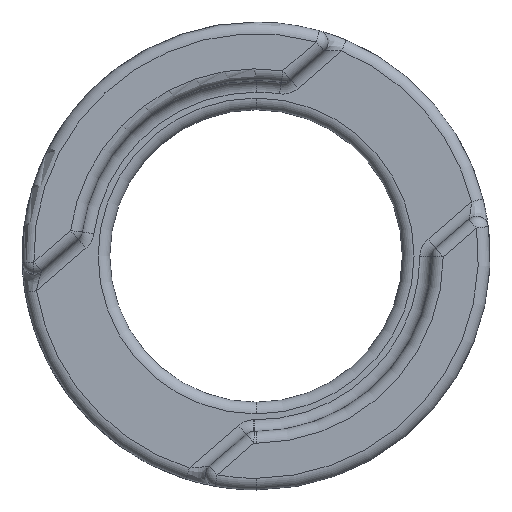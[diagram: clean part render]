
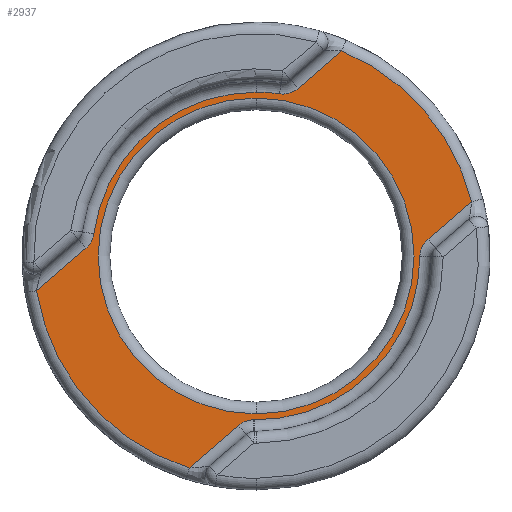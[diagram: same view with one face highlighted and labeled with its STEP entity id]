
A CAD part, front view. The second image highlights one B-rep face of the part: STEP entity #2937.
In plain terms, the highlighted planar face has unit normal (0, -1, 0).
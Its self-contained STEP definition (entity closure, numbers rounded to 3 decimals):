
#44 = CARTESIAN_POINT ( 'NONE',  ( 0., 0., 0. ) ) ;
#81 = CARTESIAN_POINT ( 'NONE',  ( 14.694, 0., 1.443 ) ) ;
#202 = CARTESIAN_POINT ( 'NONE',  ( 0., 0., -13.5 ) ) ;
#276 = CARTESIAN_POINT ( 'NONE',  ( 2.29, 0., 15.835 ) ) ;
#677 = VERTEX_POINT ( 'NONE', #4208 ) ;
#678 = ORIENTED_EDGE ( 'NONE', *, *, #5579, .F. ) ;
#681 = CARTESIAN_POINT ( 'NONE',  ( 16., 0., -0.072 ) ) ;
#727 = VERTEX_POINT ( 'NONE', #2590 ) ;
#779 = CARTESIAN_POINT ( 'NONE',  ( 3.244, 0., 14.017 ) ) ;
#818 = AXIS2_PLACEMENT_3D ( 'NONE', #7967, #6377, #5086 ) ;
#878 = ORIENTED_EDGE ( 'NONE', *, *, #3948, .T. ) ;
#882 = ORIENTED_EDGE ( 'NONE', *, *, #5246, .F. ) ;
#910 = EDGE_CURVE ( 'NONE', #2967, #1028, #6312, .T. ) ;
#979 = CARTESIAN_POINT ( 'NONE',  ( 7.323, 0., 17.532 ) ) ;
#1023 = VERTEX_POINT ( 'NONE', #7133 ) ;
#1028 = VERTEX_POINT ( 'NONE', #5931 ) ;
#1399 = DIRECTION ( 'NONE',  ( 0., -1., 0. ) ) ;
#1455 = EDGE_CURVE ( 'NONE', #6298, #1028, #4197, .T. ) ;
#1491 = DIRECTION ( 'NONE',  ( 0., -1., 0. ) ) ;
#1512 = EDGE_CURVE ( 'NONE', #1023, #2949, #7066, .T. ) ;
#1514 = CARTESIAN_POINT ( 'NONE',  ( -0.182, 0., -15.999 ) ) ;
#1675 = DIRECTION ( 'NONE',  ( 0., 0., 1. ) ) ;
#1742 = AXIS2_PLACEMENT_3D ( 'NONE', #44, #6510, #6017 ) ;
#1901 = VECTOR ( 'NONE', #5540, 1000. ) ;
#1993 = DIRECTION ( 'NONE',  ( 0., -1., 0. ) ) ;
#2049 = DIRECTION ( 'NONE',  ( 0., 0., 1. ) ) ;
#2160 = DIRECTION ( 'NONE',  ( 0., 0., 1. ) ) ;
#2176 = VERTEX_POINT ( 'NONE', #6211 ) ;
#2192 = AXIS2_PLACEMENT_3D ( 'NONE', #3140, #2327, #1675 ) ;
#2327 = DIRECTION ( 'NONE',  ( 0., -1., 0. ) ) ;
#2409 = CARTESIAN_POINT ( 'NONE',  ( -1.196, 0., -14.233 ) ) ;
#2448 = CARTESIAN_POINT ( 'NONE',  ( 2.004, 0., 13.856 ) ) ;
#2508 = CIRCLE ( 'NONE', #2192, 19. ) ;
#2548 = CIRCLE ( 'NONE', #5339, 14. ) ;
#2561 = CARTESIAN_POINT ( 'NONE',  ( -0.16, 0., -13.999 ) ) ;
#2590 = CARTESIAN_POINT ( 'NONE',  ( -13.869, 0., 1.908 ) ) ;
#2609 = AXIS2_PLACEMENT_3D ( 'NONE', #276, #1491, #6241 ) ;
#2651 = CARTESIAN_POINT ( 'NONE',  ( 18.421, 0., 4.655 ) ) ;
#2871 = CIRCLE ( 'NONE', #7328, 19. ) ;
#2905 = EDGE_CURVE ( 'NONE', #6223, #5369, #4788, .T. ) ;
#2925 = AXIS2_PLACEMENT_3D ( 'NONE', #8576, #3236, #4712 ) ;
#2937 = ADVANCED_FACE ( 'NONE', ( #4762, #7667 ), #3686, .F. ) ;
#2949 = VERTEX_POINT ( 'NONE', #5879 ) ;
#2967 = VERTEX_POINT ( 'NONE', #2561 ) ;
#3075 = DIRECTION ( 'NONE',  ( 0.757, 0., 0.653 ) ) ;
#3140 = CARTESIAN_POINT ( 'NONE',  ( 0., 0., 0. ) ) ;
#3236 = DIRECTION ( 'NONE',  ( 0., -1., 0. ) ) ;
#3563 = EDGE_LOOP ( 'NONE', ( #3679, #7023 ) ) ;
#3659 = VERTEX_POINT ( 'NONE', #6580 ) ;
#3679 = ORIENTED_EDGE ( 'NONE', *, *, #6668, .T. ) ;
#3686 = PLANE ( 'NONE',  #5240 ) ;
#3740 = EDGE_LOOP ( 'NONE', ( #882, #5837, #6326, #6386, #6925, #4921, #678, #8081, #4972, #5689, #878, #6881, #6895, #6426 ) ) ;
#3745 = DIRECTION ( 'NONE',  ( 0., 0., 1. ) ) ;
#3749 = CARTESIAN_POINT ( 'NONE',  ( 0., 0., 13.5 ) ) ;
#3876 = LINE ( 'NONE', #779, #6789 ) ;
#3906 = AXIS2_PLACEMENT_3D ( 'NONE', #5408, #8682, #8744 ) ;
#3948 = EDGE_CURVE ( 'NONE', #7997, #6889, #7980, .T. ) ;
#4189 = DIRECTION ( 'NONE',  ( -0.757, 0., -0.653 ) ) ;
#4197 = CIRCLE ( 'NONE', #6731, 2. ) ;
#4208 = CARTESIAN_POINT ( 'NONE',  ( 0., 0., 14. ) ) ;
#4346 = EDGE_CURVE ( 'NONE', #677, #727, #8023, .T. ) ;
#4386 = DIRECTION ( 'NONE',  ( 0., 1., 0. ) ) ;
#4537 = DIRECTION ( 'NONE',  ( 0., -1., 0. ) ) ;
#4552 = CARTESIAN_POINT ( 'NONE',  ( 0., 0., 0. ) ) ;
#4712 = DIRECTION ( 'NONE',  ( 0., 0., 1. ) ) ;
#4762 = FACE_BOUND ( 'NONE', #3563, .T. ) ;
#4788 = CIRCLE ( 'NONE', #6513, 13.5 ) ;
#4921 = ORIENTED_EDGE ( 'NONE', *, *, #7782, .T. ) ;
#4972 = ORIENTED_EDGE ( 'NONE', *, *, #4346, .T. ) ;
#4979 = EDGE_CURVE ( 'NONE', #6298, #7177, #5255, .T. ) ;
#5026 = DIRECTION ( 'NONE',  ( 0., 0., 1. ) ) ;
#5042 = EDGE_CURVE ( 'NONE', #6889, #2176, #2508, .T. ) ;
#5083 = CARTESIAN_POINT ( 'NONE',  ( 0., 0., 0. ) ) ;
#5086 = DIRECTION ( 'NONE',  ( 0., 0., 1. ) ) ;
#5113 = EDGE_CURVE ( 'NONE', #5429, #677, #2548, .T. ) ;
#5240 = AXIS2_PLACEMENT_3D ( 'NONE', #4552, #4386, #5026 ) ;
#5246 = EDGE_CURVE ( 'NONE', #2967, #1023, #8431, .T. ) ;
#5255 = LINE ( 'NONE', #7267, #8570 ) ;
#5339 = AXIS2_PLACEMENT_3D ( 'NONE', #8469, #7083, #8411 ) ;
#5369 = VERTEX_POINT ( 'NONE', #3749 ) ;
#5408 = CARTESIAN_POINT ( 'NONE',  ( 0., 0., 0. ) ) ;
#5429 = VERTEX_POINT ( 'NONE', #2448 ) ;
#5540 = DIRECTION ( 'NONE',  ( -0.757, 0., -0.653 ) ) ;
#5579 = EDGE_CURVE ( 'NONE', #5429, #3659, #8488, .T. ) ;
#5689 = ORIENTED_EDGE ( 'NONE', *, *, #6048, .F. ) ;
#5754 = DIRECTION ( 'NONE',  ( 0., 1., 0. ) ) ;
#5798 = CARTESIAN_POINT ( 'NONE',  ( -15.851, 0., 2.181 ) ) ;
#5832 = CIRCLE ( 'NONE', #1742, 13.5 ) ;
#5837 = ORIENTED_EDGE ( 'NONE', *, *, #910, .T. ) ;
#5858 = CIRCLE ( 'NONE', #7626, 2. ) ;
#5879 = CARTESIAN_POINT ( 'NONE',  ( -1.488, 0., -14.484 ) ) ;
#5931 = CARTESIAN_POINT ( 'NONE',  ( 14., 0., -0.063 ) ) ;
#6017 = DIRECTION ( 'NONE',  ( 0., 0., 1. ) ) ;
#6048 = EDGE_CURVE ( 'NONE', #7997, #727, #5858, .T. ) ;
#6168 = EDGE_CURVE ( 'NONE', #7177, #8607, #2871, .T. ) ;
#6211 = CARTESIAN_POINT ( 'NONE',  ( -5.709, 0., -18.122 ) ) ;
#6223 = VERTEX_POINT ( 'NONE', #202 ) ;
#6241 = DIRECTION ( 'NONE',  ( 0., 0., 1. ) ) ;
#6298 = VERTEX_POINT ( 'NONE', #81 ) ;
#6312 = CIRCLE ( 'NONE', #3906, 14. ) ;
#6326 = ORIENTED_EDGE ( 'NONE', *, *, #1455, .F. ) ;
#6377 = DIRECTION ( 'NONE',  ( 0., -1., 0. ) ) ;
#6386 = ORIENTED_EDGE ( 'NONE', *, *, #4979, .T. ) ;
#6426 = ORIENTED_EDGE ( 'NONE', *, *, #1512, .F. ) ;
#6510 = DIRECTION ( 'NONE',  ( 0., 1., 0. ) ) ;
#6513 = AXIS2_PLACEMENT_3D ( 'NONE', #5083, #5754, #3745 ) ;
#6544 = DIRECTION ( 'NONE',  ( 0., -1., 0. ) ) ;
#6580 = CARTESIAN_POINT ( 'NONE',  ( 3.596, 0., 14.32 ) ) ;
#6604 = CARTESIAN_POINT ( 'NONE',  ( 0., 0., 0. ) ) ;
#6668 = EDGE_CURVE ( 'NONE', #5369, #6223, #5832, .T. ) ;
#6731 = AXIS2_PLACEMENT_3D ( 'NONE', #681, #1993, #2160 ) ;
#6787 = CARTESIAN_POINT ( 'NONE',  ( -19.181, 0., -3.33 ) ) ;
#6789 = VECTOR ( 'NONE', #4189, 1000. ) ;
#6881 = ORIENTED_EDGE ( 'NONE', *, *, #5042, .T. ) ;
#6889 = VERTEX_POINT ( 'NONE', #7661 ) ;
#6895 = ORIENTED_EDGE ( 'NONE', *, *, #8203, .T. ) ;
#6925 = ORIENTED_EDGE ( 'NONE', *, *, #6168, .T. ) ;
#7023 = ORIENTED_EDGE ( 'NONE', *, *, #2905, .T. ) ;
#7066 = CIRCLE ( 'NONE', #8613, 2. ) ;
#7083 = DIRECTION ( 'NONE',  ( 0., -1., 0. ) ) ;
#7133 = CARTESIAN_POINT ( 'NONE',  ( -0.182, 0., -13.999 ) ) ;
#7177 = VERTEX_POINT ( 'NONE', #2651 ) ;
#7267 = CARTESIAN_POINT ( 'NONE',  ( 18.881, 0., 5.051 ) ) ;
#7328 = AXIS2_PLACEMENT_3D ( 'NONE', #6604, #6544, #7891 ) ;
#7626 = AXIS2_PLACEMENT_3D ( 'NONE', #5798, #4537, #8638 ) ;
#7661 = CARTESIAN_POINT ( 'NONE',  ( -18.766, 0., -2.972 ) ) ;
#7667 = FACE_OUTER_BOUND ( 'NONE', #3740, .T. ) ;
#7782 = EDGE_CURVE ( 'NONE', #8607, #3659, #3876, .T. ) ;
#7875 = DIRECTION ( 'NONE',  ( 0.757, 0., 0.653 ) ) ;
#7891 = DIRECTION ( 'NONE',  ( 0., 0., 1. ) ) ;
#7967 = CARTESIAN_POINT ( 'NONE',  ( -0.182, 0., -15.999 ) ) ;
#7980 = LINE ( 'NONE', #6787, #1901 ) ;
#7997 = VERTEX_POINT ( 'NONE', #8209 ) ;
#8023 = CIRCLE ( 'NONE', #2925, 14. ) ;
#8081 = ORIENTED_EDGE ( 'NONE', *, *, #5113, .T. ) ;
#8203 = EDGE_CURVE ( 'NONE', #2176, #2949, #8407, .T. ) ;
#8209 = CARTESIAN_POINT ( 'NONE',  ( -14.545, 0., 0.666 ) ) ;
#8407 = LINE ( 'NONE', #2409, #8636 ) ;
#8411 = DIRECTION ( 'NONE',  ( 0., 0., 1. ) ) ;
#8431 = CIRCLE ( 'NONE', #818, 2. ) ;
#8469 = CARTESIAN_POINT ( 'NONE',  ( 0., 0., 0. ) ) ;
#8488 = CIRCLE ( 'NONE', #2609, 2. ) ;
#8570 = VECTOR ( 'NONE', #3075, 1000. ) ;
#8576 = CARTESIAN_POINT ( 'NONE',  ( 0., 0., 0. ) ) ;
#8607 = VERTEX_POINT ( 'NONE', #979 ) ;
#8613 = AXIS2_PLACEMENT_3D ( 'NONE', #1514, #1399, #2049 ) ;
#8636 = VECTOR ( 'NONE', #7875, 1000. ) ;
#8638 = DIRECTION ( 'NONE',  ( 0., 0., 1. ) ) ;
#8682 = DIRECTION ( 'NONE',  ( 0., -1., 0. ) ) ;
#8744 = DIRECTION ( 'NONE',  ( 0., 0., 1. ) ) ;
